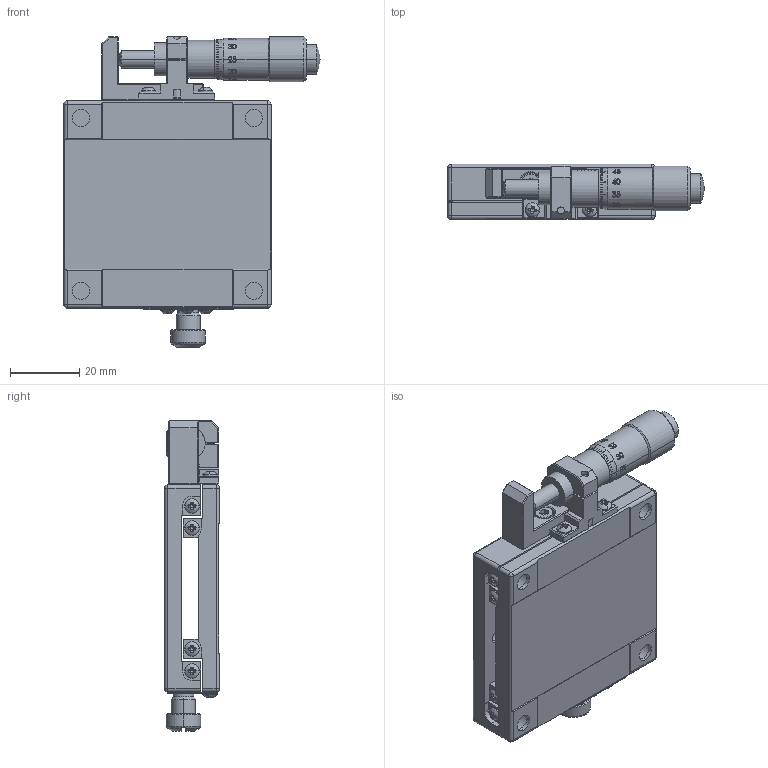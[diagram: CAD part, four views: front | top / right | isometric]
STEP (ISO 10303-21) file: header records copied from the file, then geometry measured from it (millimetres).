
FILE_DESCRIPTION (( 'STEP AP203' ), '1' );
FILE_NAME ('MX60-SS(«¬¿ý).STEP', '2013-05-06T07:19:26', ( '123' ), ( '' ), 'SwSTEP 2.0', 'SolidWorks 2013', '' );
FILE_SCHEMA (( 'CONFIG_CONTROL_DESIGN' ));
Length unit declared in the file: millimetre
Products named in the file (3): Group1^MX60-SS(型錄); Group2^MX60-SS(型錄); MX60-SS(型錄)
Assembly tree (2 placements, depth 2):
  MX60-SS(型錄)
    Group1^MX60-SS(型錄)
    Group2^MX60-SS(型錄)
Bounding box: 74.25 x 16 x 89.8 mm (x, y, z)
Volume: 53450.2 mm3; surface area: 26643.2 mm2
Topology: 15 solids, 15 shells, 1681 faces, 4464 edges, 2835 vertices
Faces by surface type: plane 848, cylinder 320, cone 232, bspline 215, sphere 38, torus 28
Full cylindrical faces by diameter (mm): 2.5 x8
Entity records: 73791 total; most frequent: CARTESIAN_POINT 32698, ORIENTED_EDGE 8868, DIRECTION 8087, EDGE_CURVE 4434, AXIS2_PLACEMENT_3D 2915, VERTEX_POINT 2851, LINE 2257, VECTOR 2257
